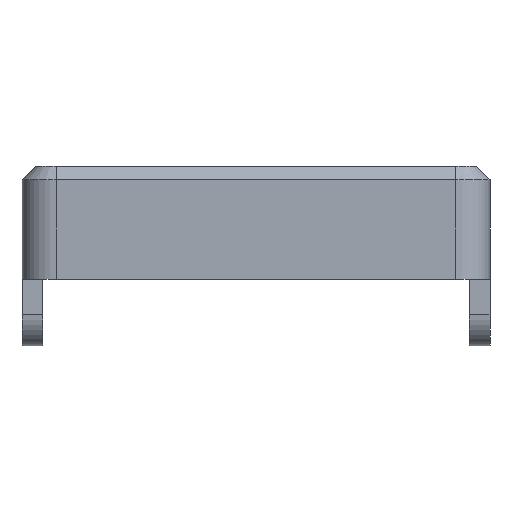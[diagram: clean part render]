
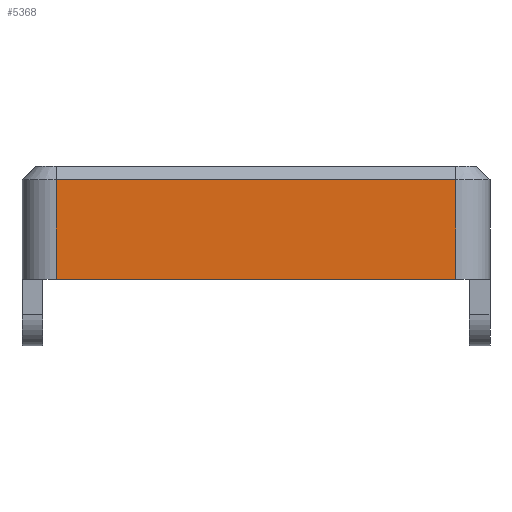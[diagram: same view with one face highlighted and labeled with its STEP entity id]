
A CAD part, front view. The second image highlights one B-rep face of the part: STEP entity #5368.
In plain terms, the highlighted planar face has unit normal (0, -1, 0).
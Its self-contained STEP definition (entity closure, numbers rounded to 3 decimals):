
#462=PLANE('',#5776);
#648=FACE_OUTER_BOUND('',#977,.T.);
#977=EDGE_LOOP('',(#4301,#4302,#4303,#4304));
#1467=LINE('',#8015,#1986);
#1527=LINE('',#8178,#2046);
#1535=LINE('',#8198,#2054);
#1536=LINE('',#8200,#2055);
#1986=VECTOR('',#6395,10.);
#2046=VECTOR('',#6585,10.);
#2054=VECTOR('',#6611,10.);
#2055=VECTOR('',#6614,10.);
#2587=VERTEX_POINT('',#8012);
#2588=VERTEX_POINT('',#8014);
#2625=VERTEX_POINT('',#8172);
#2626=VERTEX_POINT('',#8176);
#3164=EDGE_CURVE('',#2587,#2588,#1467,.T.);
#3247=EDGE_CURVE('',#2625,#2626,#1527,.T.);
#3257=EDGE_CURVE('',#2626,#2587,#1535,.T.);
#3258=EDGE_CURVE('',#2588,#2625,#1536,.T.);
#4301=ORIENTED_EDGE('',*,*,#3247,.F.);
#4302=ORIENTED_EDGE('',*,*,#3258,.F.);
#4303=ORIENTED_EDGE('',*,*,#3164,.F.);
#4304=ORIENTED_EDGE('',*,*,#3257,.F.);
#5368=ADVANCED_FACE('',(#648),#462,.T.);
#5776=AXIS2_PLACEMENT_3D('',#8199,#6612,#6613);
#6395=DIRECTION('',(-1.,0.,0.));
#6585=DIRECTION('',(1.,0.,0.));
#6611=DIRECTION('',(0.,0.,-1.));
#6612=DIRECTION('center_axis',(0.,-1.,0.));
#6613=DIRECTION('ref_axis',(-1.,0.,0.));
#6614=DIRECTION('',(0.,0.,1.));
#8012=CARTESIAN_POINT('',(29.,-60.9,-11.9));
#8014=CARTESIAN_POINT('',(-29.,-60.9,-11.9));
#8015=CARTESIAN_POINT('',(17.5,-60.9,-11.9));
#8172=CARTESIAN_POINT('',(-29.,-60.9,2.52));
#8176=CARTESIAN_POINT('',(29.,-60.9,2.52));
#8178=CARTESIAN_POINT('',(17.5,-60.9,2.52));
#8198=CARTESIAN_POINT('',(29.,-60.9,-4.48));
#8199=CARTESIAN_POINT('Origin',(35.,-60.9,-4.48));
#8200=CARTESIAN_POINT('',(-29.,-60.9,-4.48));
